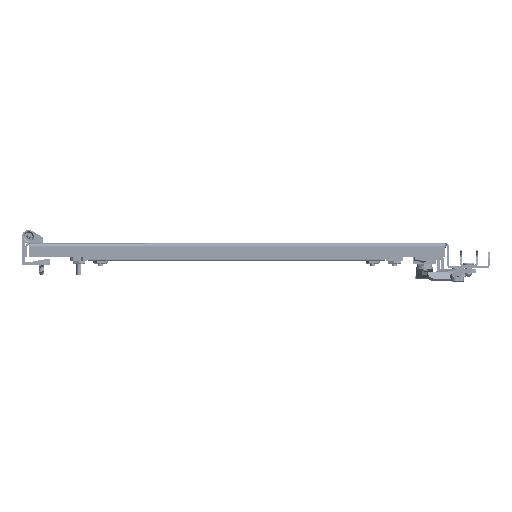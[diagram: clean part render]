
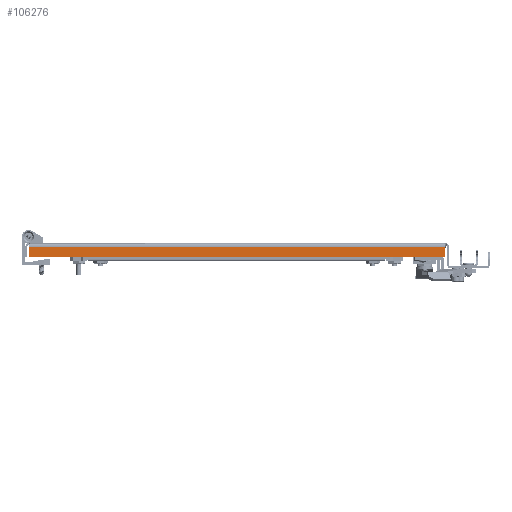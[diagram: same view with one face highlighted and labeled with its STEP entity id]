
A CAD part, front view. The second image highlights one B-rep face of the part: STEP entity #106276.
In plain terms, the highlighted planar face has unit normal (0, -1, 0).
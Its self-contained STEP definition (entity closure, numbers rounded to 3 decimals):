
#13412 = VERTEX_POINT ( 'NONE', #118592 ) ;
#14335 = DIRECTION ( 'NONE',  ( 1., 0., 0. ) ) ;
#18221 = CARTESIAN_POINT ( 'NONE',  ( 242.25, -1095., 0. ) ) ;
#20927 = PLANE ( 'NONE',  #49044 ) ;
#22616 = ORIENTED_EDGE ( 'NONE', *, *, #130400, .F. ) ;
#22911 = EDGE_CURVE ( 'NONE', #38824, #68750, #47261, .T. ) ;
#24026 = ORIENTED_EDGE ( 'NONE', *, *, #22911, .T. ) ;
#27010 = EDGE_CURVE ( 'NONE', #38824, #99991, #34013, .T. ) ;
#27436 = VECTOR ( 'NONE', #14335, 1000. ) ;
#33191 = CARTESIAN_POINT ( 'NONE',  ( -242.25, -1095., -15.8 ) ) ;
#34013 = LINE ( 'NONE', #127391, #111276 ) ;
#38824 = VERTEX_POINT ( 'NONE', #33191 ) ;
#41092 = CARTESIAN_POINT ( 'NONE',  ( 0., -1095., -4. ) ) ;
#41928 = VECTOR ( 'NONE', #87840, 1000. ) ;
#43885 = CARTESIAN_POINT ( 'NONE',  ( 0., -1095., 0. ) ) ;
#47261 = LINE ( 'NONE', #130681, #27436 ) ;
#49044 = AXIS2_PLACEMENT_3D ( 'NONE', #43885, #88315, #100592 ) ;
#54876 = ORIENTED_EDGE ( 'NONE', *, *, #27010, .F. ) ;
#55453 = DIRECTION ( 'NONE',  ( 0., 0., 1. ) ) ;
#55649 = LINE ( 'NONE', #18221, #41928 ) ;
#68750 = VERTEX_POINT ( 'NONE', #138430 ) ;
#70765 = VECTOR ( 'NONE', #87761, 1000. ) ;
#77804 = ORIENTED_EDGE ( 'NONE', *, *, #95790, .T. ) ;
#87761 = DIRECTION ( 'NONE',  ( 1., 0., 0. ) ) ;
#87840 = DIRECTION ( 'NONE',  ( 0., 0., 1. ) ) ;
#88315 = DIRECTION ( 'NONE',  ( 0., 1., 0. ) ) ;
#89806 = FACE_OUTER_BOUND ( 'NONE', #127724, .T. ) ;
#95790 = EDGE_CURVE ( 'NONE', #68750, #13412, #55649, .T. ) ;
#98513 = LINE ( 'NONE', #41092, #70765 ) ;
#99991 = VERTEX_POINT ( 'NONE', #132829 ) ;
#100592 = DIRECTION ( 'NONE',  ( 0., 0., 1. ) ) ;
#106276 = ADVANCED_FACE ( 'NONE', ( #89806 ), #20927, .F. ) ;
#111276 = VECTOR ( 'NONE', #55453, 1000. ) ;
#118592 = CARTESIAN_POINT ( 'NONE',  ( 242.25, -1095., -4. ) ) ;
#127391 = CARTESIAN_POINT ( 'NONE',  ( -242.25, -1095., 0. ) ) ;
#127724 = EDGE_LOOP ( 'NONE', ( #54876, #24026, #77804, #22616 ) ) ;
#130400 = EDGE_CURVE ( 'NONE', #99991, #13412, #98513, .T. ) ;
#130681 = CARTESIAN_POINT ( 'NONE',  ( 244.25, -1095., -15.8 ) ) ;
#132829 = CARTESIAN_POINT ( 'NONE',  ( -242.25, -1095., -4. ) ) ;
#138430 = CARTESIAN_POINT ( 'NONE',  ( 242.25, -1095., -15.8 ) ) ;
